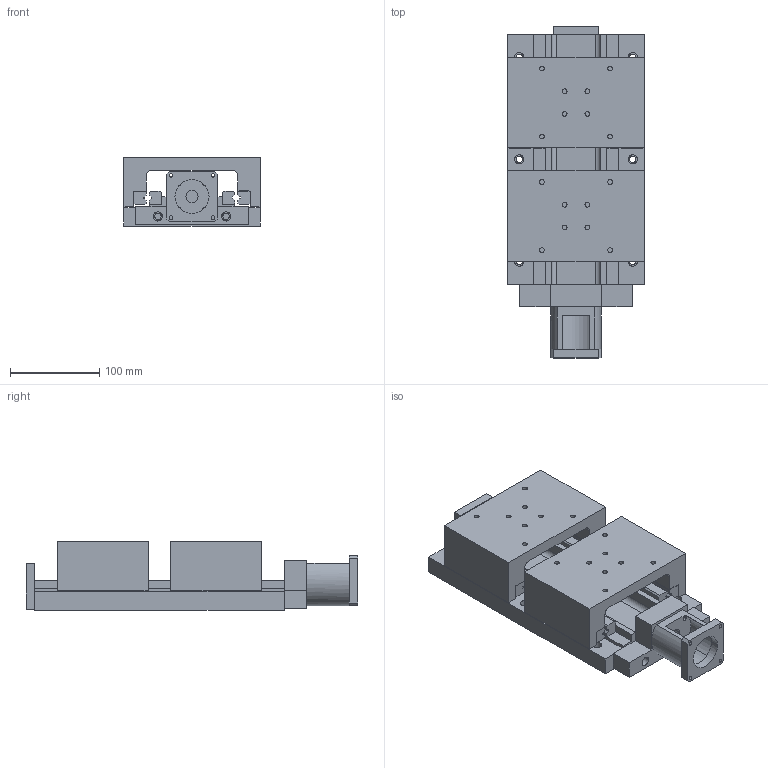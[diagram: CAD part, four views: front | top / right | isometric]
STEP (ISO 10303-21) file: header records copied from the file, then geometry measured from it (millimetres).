
FILE_DESCRIPTION((''),'2;1');
FILE_NAME('DHV6-11-1.stp','2004-02-11T16:11:14',('raulmb'),(''),'Autodesk Inventor (tm) 5.3','Autodesk Inventor (tm) 5.3','');
FILE_SCHEMA(('CONFIG_CONTROL_DESIGN'));
Length unit declared in the file: inch
Products named in the file (7): DHV6-11-1; DHV6-11-1 PART1; DHV6-11-1 TOP-PLATE; DHV6-11-1 RAIL-1; DHV6-11-1 END-PLATE-A; DHV6-11-1 ~~MTRBRKT23; DHV6-11-1 END-PLATE-B
Assembly tree (14 placements, depth 2):
  DHV6-11-1
    DHV6-11-1 PART1
    DHV6-11-1 TOP-PLATE  x2
    DHV6-11-1 RAIL-1  x8
    DHV6-11-1 END-PLATE-A
    DHV6-11-1 ~~MTRBRKT23
    DHV6-11-1 END-PLATE-B
Bounding box: 152.3 x 371.48 x 76.2 mm (x, y, z)
Volume: 1939682.4 mm3; surface area: 339632.6 mm2
Topology: 14 solids, 14 shells, 325 faces, 856 edges, 563 vertices
Faces by surface type: plane 205, bspline 102, cylinder 18
Entity records: 7852 total; most frequent: CARTESIAN_POINT 2323, ORIENTED_EDGE 928, DIRECTION 871, EDGE_CURVE 464, VERTEX_POINT 307, AXIS2_PLACEMENT_3D 291, VECTOR 289, LINE 289
